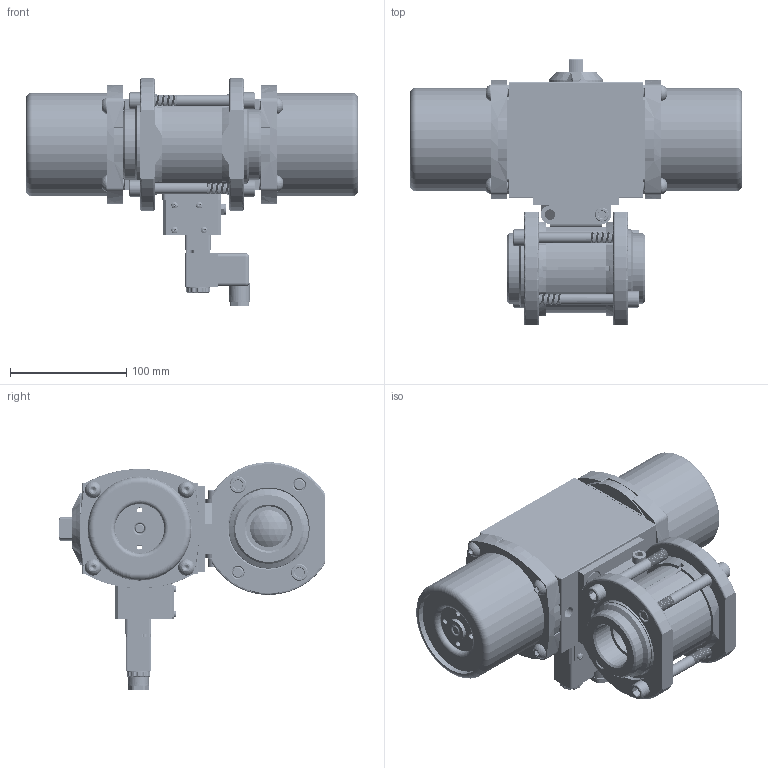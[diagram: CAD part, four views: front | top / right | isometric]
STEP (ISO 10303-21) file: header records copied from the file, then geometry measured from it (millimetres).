
FILE_DESCRIPTION (( 'STEP AP203' ), '1' );
FILE_NAME ('22XXTSWSA522SR3GPDS.step', '2018-06-12T12:09:29', ( '' ), ( '' ), 'SwSTEP 2.0', 'SolidWorks 2017', '' );
FILE_SCHEMA (( 'CONFIG_CONTROL_DESIGN' ));
Products named in the file (1): 22XXTSWSA522SR3GPDS
Bounding box: 285.09 x 229.11 x 195.43 mm (x, y, z)
Volume: 1552064 mm3; surface area: 581010.7 mm2
Topology: 69 solids, 69 shells, 6156 faces, 15840 edges, 9912 vertices
Faces by surface type: cylinder 2641, cone 2073, plane 1060, torus 267, bspline 85, sphere 30
Entity records: 220086 total; most frequent: CARTESIAN_POINT 69199, DIRECTION 33671, ORIENTED_EDGE 31420, EDGE_CURVE 15710, AXIS2_PLACEMENT_3D 13658, VERTEX_POINT 9910, CIRCLE 7586, EDGE_LOOP 6626
